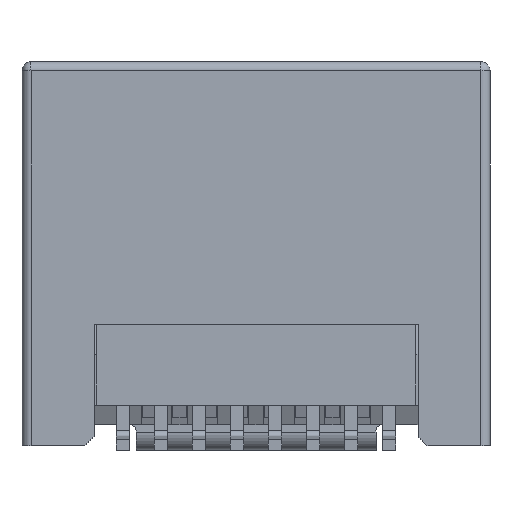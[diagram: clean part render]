
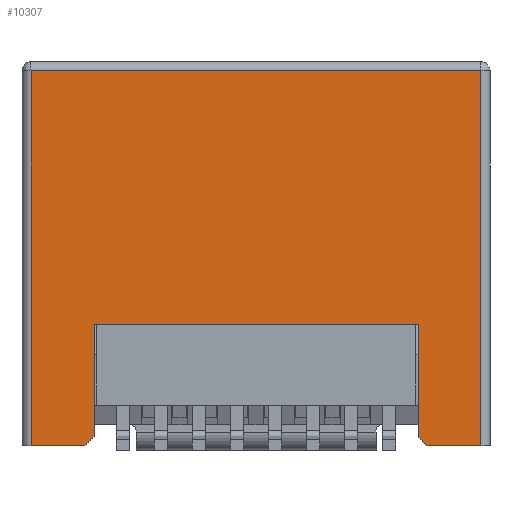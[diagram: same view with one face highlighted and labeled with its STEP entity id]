
A CAD part, front view. The second image highlights one B-rep face of the part: STEP entity #10307.
In plain terms, the highlighted planar face has unit normal (0, -1, 0).
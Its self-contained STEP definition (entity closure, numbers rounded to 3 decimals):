
#2074=DIRECTION('',(0.,0.,1.));
#2075=VECTOR('',#2074,12.5);
#2076=CARTESIAN_POINT('',(9.03,-5.806,-6.4));
#2077=LINE('',#2076,#2075);
#2093=DIRECTION('',(-1.,0.,0.));
#2094=VECTOR('',#2093,15.);
#2095=CARTESIAN_POINT('',(9.03,-5.806,6.1));
#2096=LINE('',#2095,#2094);
#2101=DIRECTION('',(1.,0.,0.));
#2102=VECTOR('',#2101,1.8);
#2103=CARTESIAN_POINT('',(7.23,-5.806,-6.4));
#2104=LINE('',#2103,#2102);
#2105=DIRECTION('',(0.707,0.,-0.707));
#2106=VECTOR('',#2105,0.424);
#2107=CARTESIAN_POINT('',(6.93,-5.806,-6.1));
#2108=LINE('',#2107,#2106);
#2109=DIRECTION('',(0.,0.,-1.));
#2110=VECTOR('',#2109,3.75);
#2111=CARTESIAN_POINT('',(6.93,-5.806,
-2.35));
#2112=LINE('',#2111,#2110);
#2113=DIRECTION('',(0.707,0.,0.707));
#2114=VECTOR('',#2113,0.424);
#2115=CARTESIAN_POINT('',(-4.17,-5.806,-6.4));
#2116=LINE('',#2115,#2114);
#2121=DIRECTION('',(0.,0.,-1.));
#2122=VECTOR('',#2121,12.5);
#2123=CARTESIAN_POINT('',(-5.97,-5.806,
6.1));
#2124=LINE('',#2123,#2122);
#2135=DIRECTION('',(-1.,0.,0.));
#2136=VECTOR('',#2135,1.8);
#2137=CARTESIAN_POINT('',(-4.17,-5.806,-6.4));
#2138=LINE('',#2137,#2136);
#2191=DIRECTION('',(0.,0.,1.));
#2192=VECTOR('',#2191,3.75);
#2193=CARTESIAN_POINT('',(-3.87,-5.806,-6.1));
#2194=LINE('',#2193,#2192);
#2495=DIRECTION('',(-1.,0.,0.));
#2496=VECTOR('',#2495,10.8);
#2497=CARTESIAN_POINT('',(6.93,-5.806,
-2.35));
#2498=LINE('',#2497,#2496);
#5664=CARTESIAN_POINT('',(7.23,-5.806,-6.4));
#5666=VERTEX_POINT('',#5664);
#5667=CARTESIAN_POINT('',(9.03,-5.806,-6.4));
#5668=VERTEX_POINT('',#5667);
#5680=CARTESIAN_POINT('',(6.93,-5.806,-6.1));
#5682=VERTEX_POINT('',#5680);
#5683=CARTESIAN_POINT('',(6.93,-5.806,
-2.35));
#5684=VERTEX_POINT('',#5683);
#5701=CARTESIAN_POINT('',(-5.97,-5.806,
6.1));
#5702=CARTESIAN_POINT('',(-5.97,-5.806,-6.4));
#5703=VERTEX_POINT('',#5701);
#5704=VERTEX_POINT('',#5702);
#5705=CARTESIAN_POINT('',(9.03,-5.806,6.1));
#5706=VERTEX_POINT('',#5705);
#5707=CARTESIAN_POINT('',(-3.87,-5.806,
-2.35));
#5708=VERTEX_POINT('',#5707);
#5709=CARTESIAN_POINT('',(-3.87,-5.806,-6.1));
#5710=VERTEX_POINT('',#5709);
#5711=CARTESIAN_POINT('',(-4.17,-5.806,-6.4));
#5712=VERTEX_POINT('',#5711);
#10285=CARTESIAN_POINT('',(1.53,-5.806,-0.15));
#10286=DIRECTION('',(0.,1.,0.));
#10287=DIRECTION('',(1.,0.,0.));
#10288=AXIS2_PLACEMENT_3D('',#10285,#10286,#10287);
#10289=PLANE('',#10288);
#10291=ORIENTED_EDGE('',*,*,#10290,.F.);
#10292=ORIENTED_EDGE('',*,*,#10276,.F.);
#10293=ORIENTED_EDGE('',*,*,#10252,.F.);
#10294=ORIENTED_EDGE('',*,*,#7247,.F.);
#10295=ORIENTED_EDGE('',*,*,#7274,.F.);
#10296=ORIENTED_EDGE('',*,*,#7311,.F.);
#10298=ORIENTED_EDGE('',*,*,#10297,.T.);
#10300=ORIENTED_EDGE('',*,*,#10299,.F.);
#10302=ORIENTED_EDGE('',*,*,#10301,.F.);
#10304=ORIENTED_EDGE('',*,*,#10303,.T.);
#10305=EDGE_LOOP('',(#10291,#10292,#10293,#10294,#10295,#10296,#10298,#10300,
#10302,#10304));
#10306=FACE_OUTER_BOUND('',#10305,.F.);
#7247=EDGE_CURVE('',#5666,#5668,#2104,.T.);
#7274=EDGE_CURVE('',#5682,#5666,#2108,.T.);
#7311=EDGE_CURVE('',#5684,#5682,#2112,.T.);
#10252=EDGE_CURVE('',#5668,#5706,#2077,.T.);
#10276=EDGE_CURVE('',#5706,#5703,#2096,.T.);
#10290=EDGE_CURVE('',#5703,#5704,#2124,.T.);
#10297=EDGE_CURVE('',#5684,#5708,#2498,.T.);
#10299=EDGE_CURVE('',#5710,#5708,#2194,.T.);
#10301=EDGE_CURVE('',#5712,#5710,#2116,.T.);
#10303=EDGE_CURVE('',#5712,#5704,#2138,.T.);
#10307=ADVANCED_FACE('',(#10306),#10289,.F.);
